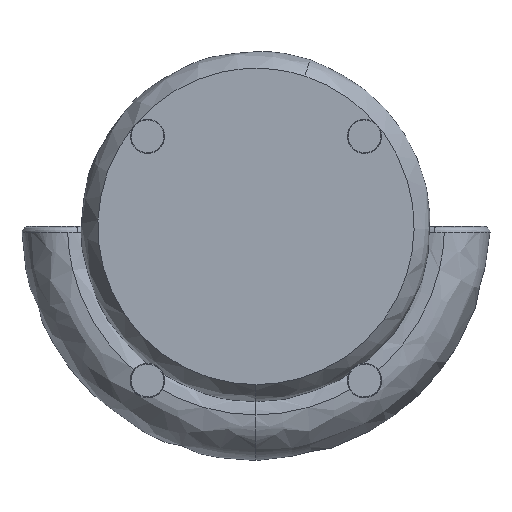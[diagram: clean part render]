
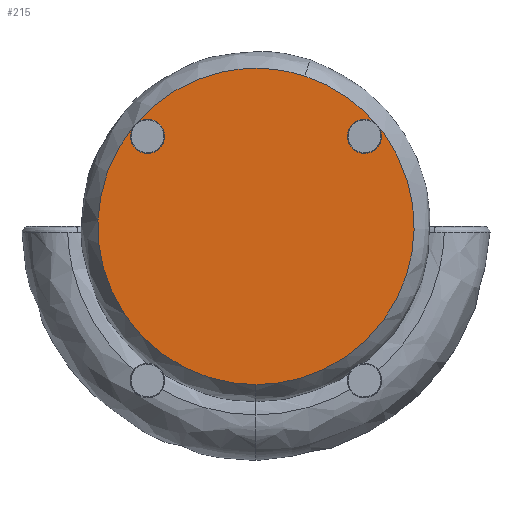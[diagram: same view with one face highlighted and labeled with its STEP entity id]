
A CAD part, front view. The second image highlights one B-rep face of the part: STEP entity #215.
In plain terms, the highlighted planar face has unit normal (0, -1, 0).
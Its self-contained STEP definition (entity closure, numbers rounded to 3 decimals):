
#215=ADVANCED_FACE('',(#293),#1187,.T.);
#293=FACE_OUTER_BOUND('',#387,.T.);
#387=EDGE_LOOP('',(#683,#684,#685));
#683=ORIENTED_EDGE('',*,*,#847,.F.);
#684=ORIENTED_EDGE('',*,*,#846,.F.);
#685=ORIENTED_EDGE('',*,*,#845,.F.);
#845=EDGE_CURVE('',#1105,#1106,#929,.T.);
#846=EDGE_CURVE('',#1106,#1107,#930,.T.);
#847=EDGE_CURVE('',#1107,#1105,#931,.T.);
#929=(
BOUNDED_CURVE()
B_SPLINE_CURVE(2,(#17958,#17959,#17960),.UNSPECIFIED.,.F.,.F.)
B_SPLINE_CURVE_WITH_KNOTS((3,3),(0.,87.022),.UNSPECIFIED.)
CURVE()
GEOMETRIC_REPRESENTATION_ITEM()
RATIONAL_B_SPLINE_CURVE((1.,0.988,1.))
REPRESENTATION_ITEM('')
);
#930=(
BOUNDED_CURVE()
B_SPLINE_CURVE(2,(#17961,#17962,#17963,#17964,#17965),.UNSPECIFIED.,.F.,
 .F.)
B_SPLINE_CURVE_WITH_KNOTS((3,2,3),(0.,391.6,783.199),
 .UNSPECIFIED.)
CURVE()
GEOMETRIC_REPRESENTATION_ITEM()
RATIONAL_B_SPLINE_CURVE((1.,0.76,1.,0.76,1.))
REPRESENTATION_ITEM('')
);
#931=(
BOUNDED_CURVE()
B_SPLINE_CURVE(2,(#17966,#17967,#17968,#17969,#17970),.UNSPECIFIED.,.F.,
 .F.)
B_SPLINE_CURVE_WITH_KNOTS((3,2,3),(0.,435.111,870.221),
 .UNSPECIFIED.)
CURVE()
GEOMETRIC_REPRESENTATION_ITEM()
RATIONAL_B_SPLINE_CURVE((1.,0.707,1.,0.707,1.))
REPRESENTATION_ITEM('')
);
#1105=VERTEX_POINT('',#17952);
#1106=VERTEX_POINT('',#17953);
#1107=VERTEX_POINT('',#17954);
#1187=PLANE('',#1233);
#1233=AXIS2_PLACEMENT_3D('',#17880,#1263,$);
#1263=DIRECTION('',(0.,-1.,0.));
#17880=CARTESIAN_POINT('',(-277.,260.,-277.));
#17952=CARTESIAN_POINT('',(0.,260.,277.));
#17953=CARTESIAN_POINT('',(85.598,260.,263.443));
#17954=CARTESIAN_POINT('',(0.,260.,-277.));
#17958=CARTESIAN_POINT('',(0.,260.,277.));
#17959=CARTESIAN_POINT('',(43.872,260.,277.));
#17960=CARTESIAN_POINT('',(85.598,260.,263.443));
#17961=CARTESIAN_POINT('',(85.598,260.,263.443));
#17962=CARTESIAN_POINT('',(310.599,260.,190.335));
#17963=CARTESIAN_POINT('',(273.59,260.,-43.332));
#17964=CARTESIAN_POINT('',(236.58,260.,-277.));
#17965=CARTESIAN_POINT('',(0.,260.,-277.));
#17966=CARTESIAN_POINT('',(0.,260.,-277.));
#17967=CARTESIAN_POINT('',(-277.,260.,-277.));
#17968=CARTESIAN_POINT('',(-277.,260.,0.));
#17969=CARTESIAN_POINT('',(-277.,260.,277.));
#17970=CARTESIAN_POINT('',(0.,260.,277.));
